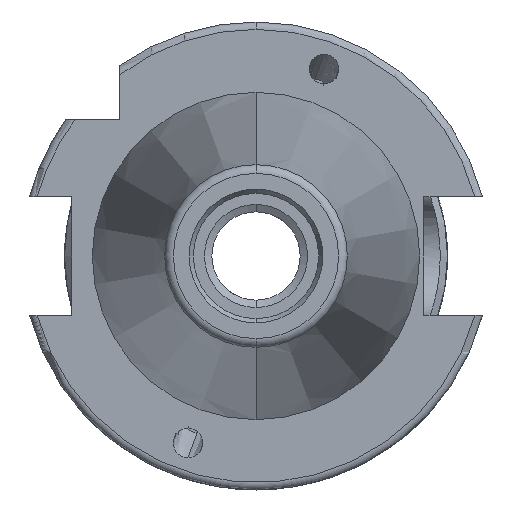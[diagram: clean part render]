
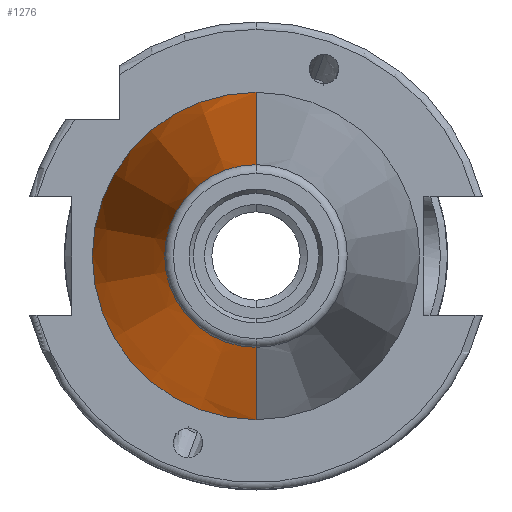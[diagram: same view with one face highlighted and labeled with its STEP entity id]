
A CAD part, left-side view. The second image highlights one B-rep face of the part: STEP entity #1276.
In plain terms, the highlighted conical face has half-angle 8.297 degrees and reference radius 22.225 mm.
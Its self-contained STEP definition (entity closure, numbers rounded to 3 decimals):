
#1215 = VERTEX_POINT ( 'NONE', #4143 ) ;
#1217 = EDGE_CURVE ( 'NONE', #1218, #1215, #4142, .T. ) ;
#1218 = VERTEX_POINT ( 'NONE', #4137 ) ;
#1219 = EDGE_LOOP ( 'NONE', ( #1277, #1281, #1283, #1284 ) ) ;
#1276 = ADVANCED_FACE ( 'NONE', ( #4262 ), #4260, .T. ) ;
#1277 = ORIENTED_EDGE ( 'NONE', *, *, #1278, .F. ) ;
#1278 = EDGE_CURVE ( 'NONE', #1279, #1280, #4261, .T. ) ;
#1279 = VERTEX_POINT ( 'NONE', #4315 ) ;
#1280 = VERTEX_POINT ( 'NONE', #4314 ) ;
#1281 = ORIENTED_EDGE ( 'NONE', *, *, #1282, .T. ) ;
#1282 = EDGE_CURVE ( 'NONE', #1279, #1218, #4313, .T. ) ;
#1283 = ORIENTED_EDGE ( 'NONE', *, *, #1217, .T. ) ;
#1284 = ORIENTED_EDGE ( 'NONE', *, *, #1285, .F. ) ;
#1285 = EDGE_CURVE ( 'NONE', #1280, #1215, #4309, .T. ) ;
#4137 = CARTESIAN_POINT ( 'NONE',  ( 9.85, 0., 22.225 ) ) ;
#4138 = DIRECTION ( 'NONE',  ( 0., 0., 1. ) ) ;
#4139 = DIRECTION ( 'NONE',  ( -1., 0., 0. ) ) ;
#4140 = CARTESIAN_POINT ( 'NONE',  ( 9.85, 0., 0. ) ) ;
#4141 = AXIS2_PLACEMENT_3D ( 'NONE', #4140, #4139, #4138 ) ;
#4142 = CIRCLE ( 'NONE', #4141, 22.225 ) ;
#4143 = CARTESIAN_POINT ( 'NONE',  ( 9.85, 0., -22.225 ) ) ;
#4258 = CARTESIAN_POINT ( 'NONE',  ( 9.85, 0., 0. ) ) ;
#4259 = AXIS2_PLACEMENT_3D ( 'NONE', #4258, #4321, #4320 ) ;
#4260 = CONICAL_SURFACE ( 'NONE', #4259, 22.225, 0.145 ) ;
#4261 = CIRCLE ( 'NONE', #4319, 12.4 ) ;
#4262 = FACE_OUTER_BOUND ( 'NONE', #1219, .T. ) ;
#4306 = DIRECTION ( 'NONE',  ( 0.99, 0., -0.144 ) ) ;
#4307 = VECTOR ( 'NONE', #4306, 1000. ) ;
#4308 = CARTESIAN_POINT ( 'NONE',  ( 9.85, 0., -22.225 ) ) ;
#4309 = LINE ( 'NONE', #4308, #4307 ) ;
#4310 = DIRECTION ( 'NONE',  ( 0.99, 0., 0.144 ) ) ;
#4311 = VECTOR ( 'NONE', #4310, 1000. ) ;
#4312 = CARTESIAN_POINT ( 'NONE',  ( 9.85, 0., 22.225 ) ) ;
#4313 = LINE ( 'NONE', #4312, #4311 ) ;
#4314 = CARTESIAN_POINT ( 'NONE',  ( -57.523, 0., -12.4 ) ) ;
#4315 = CARTESIAN_POINT ( 'NONE',  ( -57.523, 0., 12.4 ) ) ;
#4316 = DIRECTION ( 'NONE',  ( 0., 0., 1. ) ) ;
#4317 = DIRECTION ( 'NONE',  ( -1., 0., 0. ) ) ;
#4318 = CARTESIAN_POINT ( 'NONE',  ( -57.523, 0., 0. ) ) ;
#4319 = AXIS2_PLACEMENT_3D ( 'NONE', #4318, #4317, #4316 ) ;
#4320 = DIRECTION ( 'NONE',  ( 0., 0., -1. ) ) ;
#4321 = DIRECTION ( 'NONE',  ( 1., 0., 0. ) ) ;
